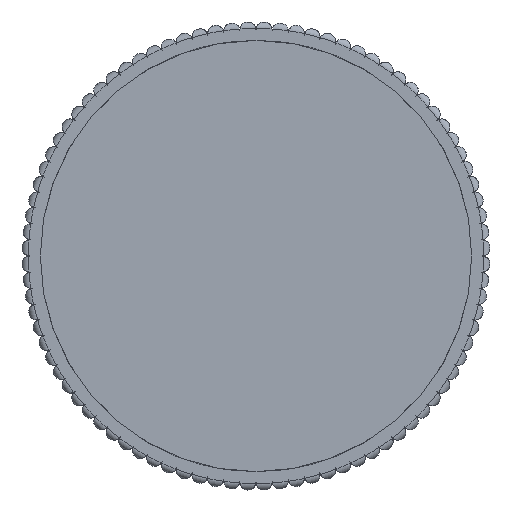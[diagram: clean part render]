
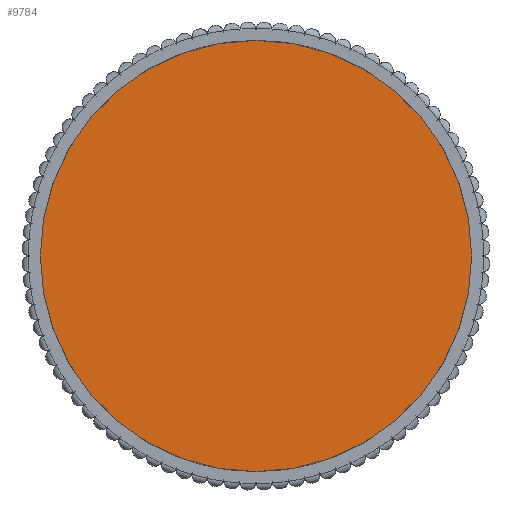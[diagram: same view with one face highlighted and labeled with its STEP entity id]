
A CAD part, left-side view. The second image highlights one B-rep face of the part: STEP entity #9784.
In plain terms, the highlighted planar face has unit normal (-1, 0, 0).
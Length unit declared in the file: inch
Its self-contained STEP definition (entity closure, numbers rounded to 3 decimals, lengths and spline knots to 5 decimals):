
#720 = DIRECTION ( 'NONE',  ( 0., 0., -1. ) ) ;
#3620 = CIRCLE ( 'NONE', #14798, 0.2625 ) ;
#4159 = VERTEX_POINT ( 'NONE', #6955 ) ;
#4166 = CIRCLE ( 'NONE', #7611, 0.2625 ) ;
#6338 = AXIS2_PLACEMENT_3D ( 'NONE', #15139, #23352, #720 ) ;
#6919 = FACE_OUTER_BOUND ( 'NONE', #15857, .T. ) ;
#6955 = CARTESIAN_POINT ( 'NONE',  ( 0., 0., 0.2625 ) ) ;
#7234 = EDGE_CURVE ( 'NONE', #4159, #15159, #4166, .T. ) ;
#7611 = AXIS2_PLACEMENT_3D ( 'NONE', #14365, #22061, #20296 ) ;
#8387 = DIRECTION ( 'NONE',  ( 0., 0., -1. ) ) ;
#9784 = ADVANCED_FACE ( 'NONE', ( #6919 ), #13111, .F. ) ;
#11921 = ORIENTED_EDGE ( 'NONE', *, *, #16924, .F. ) ;
#12044 = CARTESIAN_POINT ( 'NONE',  ( 0., 0., 0. ) ) ;
#13111 = PLANE ( 'NONE',  #6338 ) ;
#14191 = DIRECTION ( 'NONE',  ( 1., 0., 0. ) ) ;
#14365 = CARTESIAN_POINT ( 'NONE',  ( 0., 0., 0. ) ) ;
#14798 = AXIS2_PLACEMENT_3D ( 'NONE', #12044, #14191, #8387 ) ;
#15139 = CARTESIAN_POINT ( 'NONE',  ( 0., 0., 0. ) ) ;
#15159 = VERTEX_POINT ( 'NONE', #26326 ) ;
#15857 = EDGE_LOOP ( 'NONE', ( #22884, #11921 ) ) ;
#16924 = EDGE_CURVE ( 'NONE', #15159, #4159, #3620, .T. ) ;
#20296 = DIRECTION ( 'NONE',  ( 0., 0., -1. ) ) ;
#22061 = DIRECTION ( 'NONE',  ( 1., 0., 0. ) ) ;
#22884 = ORIENTED_EDGE ( 'NONE', *, *, #7234, .F. ) ;
#23352 = DIRECTION ( 'NONE',  ( 1., 0., 0. ) ) ;
#26326 = CARTESIAN_POINT ( 'NONE',  ( 0., 0., -0.2625 ) ) ;
